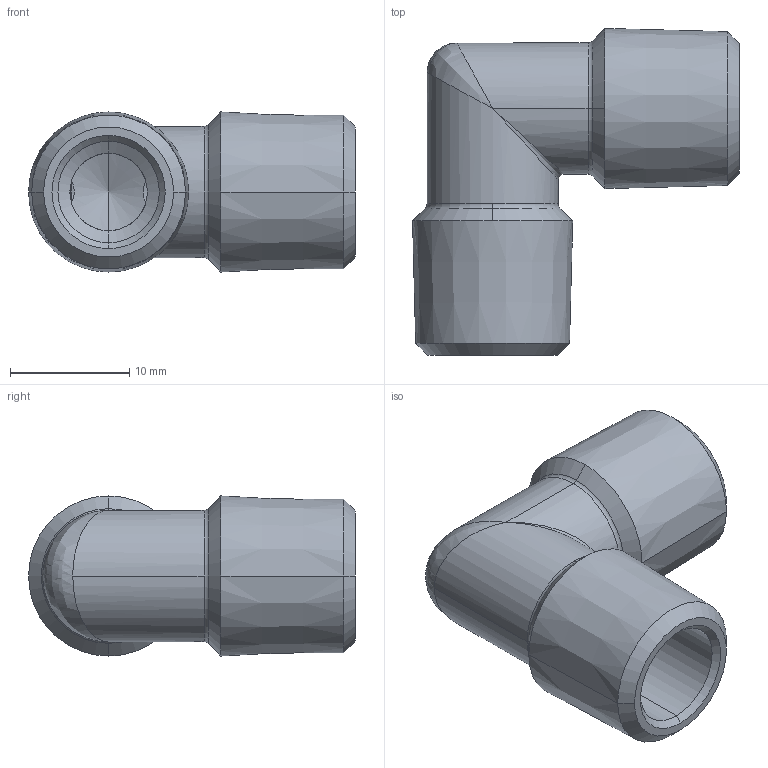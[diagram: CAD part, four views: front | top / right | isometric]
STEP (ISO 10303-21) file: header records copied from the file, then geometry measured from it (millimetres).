
FILE_DESCRIPTION (( 'STEP AP203' ), '1' );
FILE_NAME ('X5250002.STEP', '2011-10-25T08:36:23', ( 'SP' ), ( 'sopra-pneumatic' ), 'SwSTEP 2.0', 'SolidWorks 2011', '' );
FILE_SCHEMA (( 'CONFIG_CONTROL_DESIGN' ));
Length unit declared in the file: millimetre
Products named in the file (1): X5250002
Bounding box: 27.41 x 27.41 x 13.43 mm (x, y, z)
Volume: 2942.4 mm3; surface area: 2732.4 mm2
Topology: 1 solids, 1 shells, 54 faces, 120 edges, 60 vertices
Faces by surface type: cone 26, cylinder 20, torus 4, plane 2, bspline 2
Entity records: 1704 total; most frequent: CARTESIAN_POINT 507, DIRECTION 256, ORIENTED_EDGE 224, EDGE_CURVE 112, AXIS2_PLACEMENT_3D 109, VERTEX_POINT 60, CIRCLE 56, EDGE_LOOP 56
